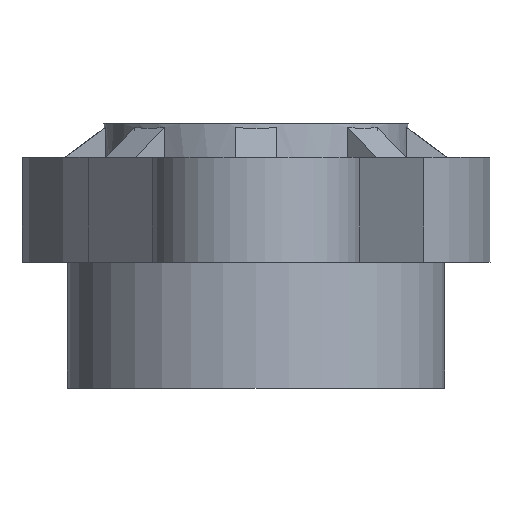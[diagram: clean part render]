
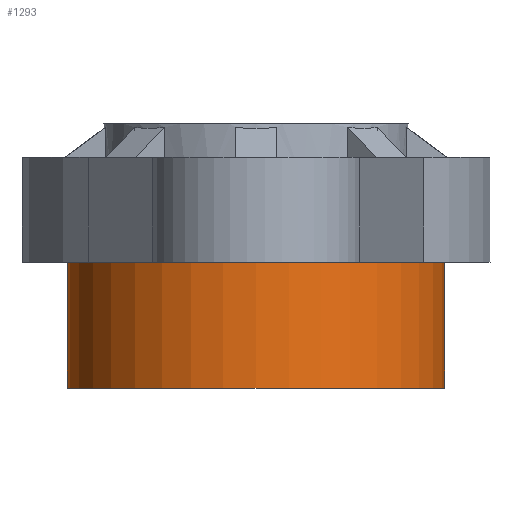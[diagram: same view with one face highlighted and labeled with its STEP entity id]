
A CAD part, left-side view. The second image highlights one B-rep face of the part: STEP entity #1293.
In plain terms, the highlighted cylindrical face has radius 4.5 mm (diameter 9 mm), a full revolution.
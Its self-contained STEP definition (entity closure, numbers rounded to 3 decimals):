
#45 = PLANE('',#46);
#46 = AXIS2_PLACEMENT_3D('',#47,#48,#49);
#47 = CARTESIAN_POINT('',(0.,0.,0.));
#48 = DIRECTION('',(0.,0.,-1.));
#49 = DIRECTION('',(0.,1.,0.));
#981 = EDGE_CURVE('',#982,#982,#984,.T.);
#982 = VERTEX_POINT('',#983);
#983 = CARTESIAN_POINT('',(-4.5,0.,0.));
#984 = SURFACE_CURVE('',#985,(#990,#1001),.PCURVE_S1.);
#985 = CIRCLE('',#986,4.5);
#986 = AXIS2_PLACEMENT_3D('',#987,#988,#989);
#987 = CARTESIAN_POINT('',(0.,0.,0.));
#988 = DIRECTION('',(0.,0.,1.));
#989 = DIRECTION('',(-1.,0.,0.));
#990 = PCURVE('',#45,#991);
#991 = DEFINITIONAL_REPRESENTATION('',(#992),#1000);
#992 = ( BOUNDED_CURVE() B_SPLINE_CURVE(2,(#993,#994,#995,#996,#997,#998
,#999),.UNSPECIFIED.,.T.,.F.) B_SPLINE_CURVE_WITH_KNOTS((1,2,2,2,2,1),(
    -2.094,0.,2.094,4.189,6.283,
8.378),.UNSPECIFIED.) CURVE() GEOMETRIC_REPRESENTATION_ITEM() 
RATIONAL_B_SPLINE_CURVE((1.,0.5,1.,0.5,1.,0.5,1.)) REPRESENTATION_ITEM(
  '') );
#993 = CARTESIAN_POINT('',(0.,-4.5));
#994 = CARTESIAN_POINT('',(-7.794,-4.5));
#995 = CARTESIAN_POINT('',(-3.897,2.25));
#996 = CARTESIAN_POINT('',(0.,9.));
#997 = CARTESIAN_POINT('',(3.897,2.25));
#998 = CARTESIAN_POINT('',(7.794,-4.5));
#999 = CARTESIAN_POINT('',(0.,-4.5));
#1000 = ( GEOMETRIC_REPRESENTATION_CONTEXT(2) 
PARAMETRIC_REPRESENTATION_CONTEXT() REPRESENTATION_CONTEXT('2D SPACE',''
  ) );
#1001 = PCURVE('',#1002,#1007);
#1002 = CYLINDRICAL_SURFACE('',#1003,4.5);
#1003 = AXIS2_PLACEMENT_3D('',#1004,#1005,#1006);
#1004 = CARTESIAN_POINT('',(0.,0.,0.));
#1005 = DIRECTION('',(0.,0.,-1.));
#1006 = DIRECTION('',(-1.,0.,0.));
#1007 = DEFINITIONAL_REPRESENTATION('',(#1008),#1012);
#1008 = LINE('',#1009,#1010);
#1009 = CARTESIAN_POINT('',(-0.,0.));
#1010 = VECTOR('',#1011,1.);
#1011 = DIRECTION('',(-1.,0.));
#1012 = ( GEOMETRIC_REPRESENTATION_CONTEXT(2) 
PARAMETRIC_REPRESENTATION_CONTEXT() REPRESENTATION_CONTEXT('2D SPACE',''
  ) );
#1293 = ADVANCED_FACE('',(#1294),#1002,.T.);
#1294 = FACE_BOUND('',#1295,.F.);
#1295 = EDGE_LOOP('',(#1296,#1297,#1320,#1347));
#1296 = ORIENTED_EDGE('',*,*,#981,.T.);
#1297 = ORIENTED_EDGE('',*,*,#1298,.T.);
#1298 = EDGE_CURVE('',#982,#1299,#1301,.T.);
#1299 = VERTEX_POINT('',#1300);
#1300 = CARTESIAN_POINT('',(-4.5,0.,-3.));
#1301 = SEAM_CURVE('',#1302,(#1306,#1313),.PCURVE_S1.);
#1302 = LINE('',#1303,#1304);
#1303 = CARTESIAN_POINT('',(-4.5,0.,0.));
#1304 = VECTOR('',#1305,1.);
#1305 = DIRECTION('',(0.,0.,-1.));
#1306 = PCURVE('',#1002,#1307);
#1307 = DEFINITIONAL_REPRESENTATION('',(#1308),#1312);
#1308 = LINE('',#1309,#1310);
#1309 = CARTESIAN_POINT('',(-0.,0.));
#1310 = VECTOR('',#1311,1.);
#1311 = DIRECTION('',(-0.,1.));
#1312 = ( GEOMETRIC_REPRESENTATION_CONTEXT(2) 
PARAMETRIC_REPRESENTATION_CONTEXT() REPRESENTATION_CONTEXT('2D SPACE',''
  ) );
#1313 = PCURVE('',#1002,#1314);
#1314 = DEFINITIONAL_REPRESENTATION('',(#1315),#1319);
#1315 = LINE('',#1316,#1317);
#1316 = CARTESIAN_POINT('',(-6.283,0.));
#1317 = VECTOR('',#1318,1.);
#1318 = DIRECTION('',(-0.,1.));
#1319 = ( GEOMETRIC_REPRESENTATION_CONTEXT(2) 
PARAMETRIC_REPRESENTATION_CONTEXT() REPRESENTATION_CONTEXT('2D SPACE',''
  ) );
#1320 = ORIENTED_EDGE('',*,*,#1321,.F.);
#1321 = EDGE_CURVE('',#1299,#1299,#1322,.T.);
#1322 = SURFACE_CURVE('',#1323,(#1328,#1335),.PCURVE_S1.);
#1323 = CIRCLE('',#1324,4.5);
#1324 = AXIS2_PLACEMENT_3D('',#1325,#1326,#1327);
#1325 = CARTESIAN_POINT('',(0.,0.,-3.));
#1326 = DIRECTION('',(0.,0.,1.));
#1327 = DIRECTION('',(-1.,0.,0.));
#1328 = PCURVE('',#1002,#1329);
#1329 = DEFINITIONAL_REPRESENTATION('',(#1330),#1334);
#1330 = LINE('',#1331,#1332);
#1331 = CARTESIAN_POINT('',(-0.,3.));
#1332 = VECTOR('',#1333,1.);
#1333 = DIRECTION('',(-1.,0.));
#1334 = ( GEOMETRIC_REPRESENTATION_CONTEXT(2) 
PARAMETRIC_REPRESENTATION_CONTEXT() REPRESENTATION_CONTEXT('2D SPACE',''
  ) );
#1335 = PCURVE('',#1336,#1341);
#1336 = PLANE('',#1337);
#1337 = AXIS2_PLACEMENT_3D('',#1338,#1339,#1340);
#1338 = CARTESIAN_POINT('',(0.,0.,-3.));
#1339 = DIRECTION('',(0.,0.,1.));
#1340 = DIRECTION('',(-1.,0.,0.));
#1341 = DEFINITIONAL_REPRESENTATION('',(#1342),#1346);
#1342 = CIRCLE('',#1343,4.5);
#1343 = AXIS2_PLACEMENT_2D('',#1344,#1345);
#1344 = CARTESIAN_POINT('',(0.,0.));
#1345 = DIRECTION('',(1.,0.));
#1346 = ( GEOMETRIC_REPRESENTATION_CONTEXT(2) 
PARAMETRIC_REPRESENTATION_CONTEXT() REPRESENTATION_CONTEXT('2D SPACE',''
  ) );
#1347 = ORIENTED_EDGE('',*,*,#1298,.F.);
